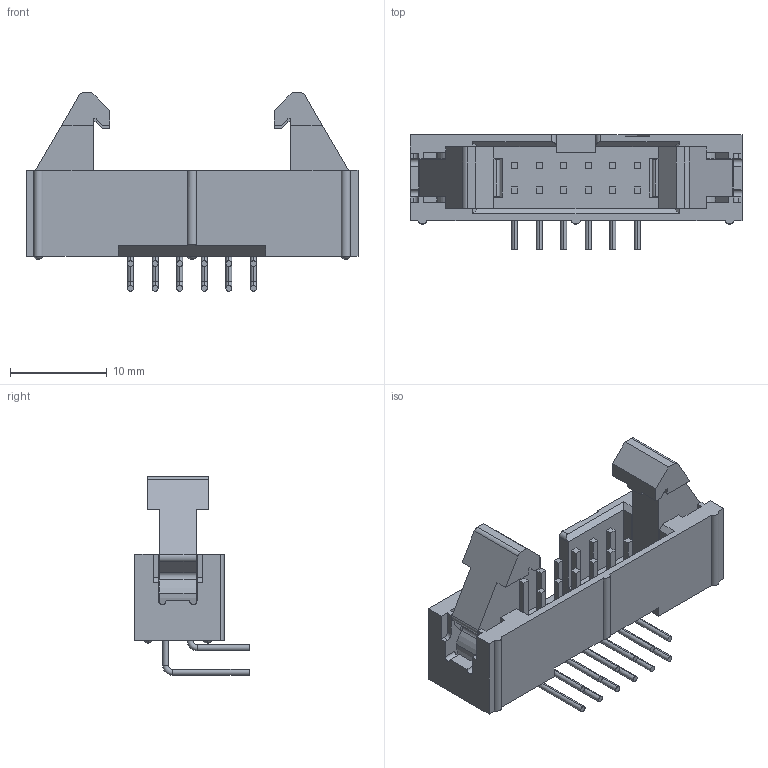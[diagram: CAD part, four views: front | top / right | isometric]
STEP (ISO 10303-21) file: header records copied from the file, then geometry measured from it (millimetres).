
FILE_DESCRIPTION((''),'2;1');
FILE_NAME('C-1761689-4','2012-08-14T',('workeradm'),('Tyco Electronics Ltd.'),'PRO/ENGINEER BY PARAMETRIC TECHNOLOGY CORPORATION, 2010430','PRO/ENGINEER BY PARAMETRIC TECHNOLOGY CORPORATION, 2010430','');
FILE_SCHEMA(('AUTOMOTIVE_DESIGN { 1 0 10303 214 1 1 1 1 }'));
Length unit declared in the file: millimetre
Products named in the file (1): C-1761689-4
Bounding box: 34.29 x 11.81 x 20.5 mm (x, y, z)
Volume: 2080.1 mm3; surface area: 2958.3 mm2
Topology: 3 solids, 3 shells, 319 faces, 813 edges, 519 vertices
Faces by surface type: plane 204, cylinder 81, torus 24, sphere 10
Entity records: 9853 total; most frequent: CARTESIAN_POINT 1717, DIRECTION 1633, ORIENTED_EDGE 1606, EDGE_CURVE 803, VECTOR 597, LINE 597, VERTEX_POINT 519, AXIS2_PLACEMENT_3D 518
